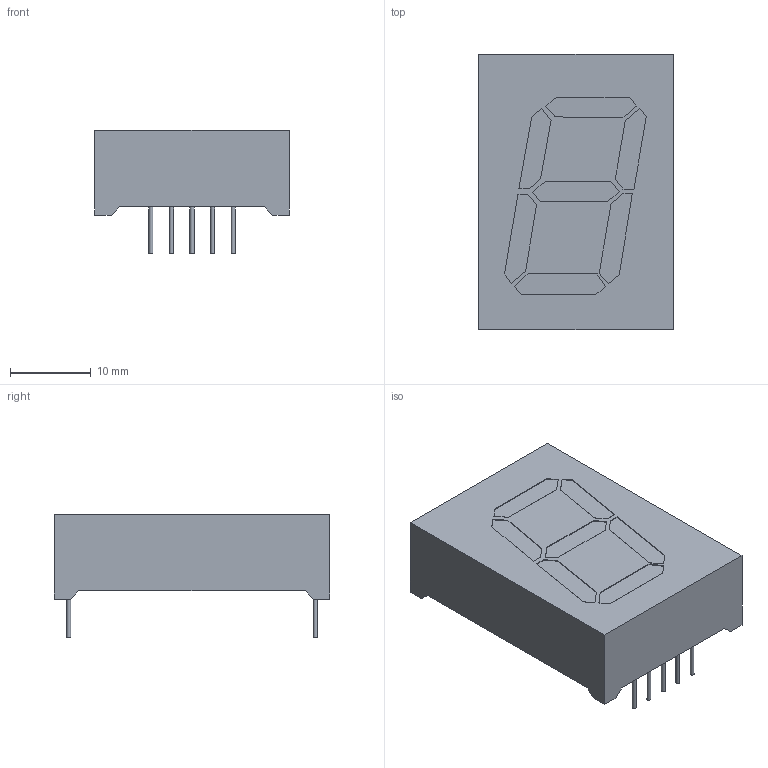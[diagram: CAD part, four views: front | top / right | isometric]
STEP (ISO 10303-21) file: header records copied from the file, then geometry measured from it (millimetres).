
FILE_DESCRIPTION(/* description */ (''),/* implementation_level */ '2;1');
FILE_NAME(/* name */ '7-SEGMENT-254.stp',/* time_stamp */ '2020-10-28T13:52:27-03:00',/* author */ ('laguerre'),/* organization */ (''),/* preprocessor_version */ 'ST-DEVELOPER v17',/* originating_system */ 'Autodesk Inventor 2018',/* authorisation */ '');
FILE_SCHEMA (('AUTOMOTIVE_DESIGN { 1 0 10303 214 3 1 1 }'));
Length unit declared in the file: millimetre
Products named in the file (1): PANEL-CAP-HOR-ELEC-DISPLAY
Bounding box: 24 x 34 x 15.3 mm (x, y, z)
Volume: 7772.2 mm3; surface area: 2872.1 mm2
Topology: 1 solids, 1 shells, 87 faces, 204 edges, 136 vertices
Faces by surface type: plane 77, cylinder 10
Full cylindrical faces by diameter (mm): 0.51 x10
Entity records: 2589 total; most frequent: CARTESIAN_POINT 428, ORIENTED_EDGE 408, DIRECTION 400, EDGE_CURVE 204, LINE 184, VECTOR 184, VERTEX_POINT 136, AXIS2_PLACEMENT_3D 108
